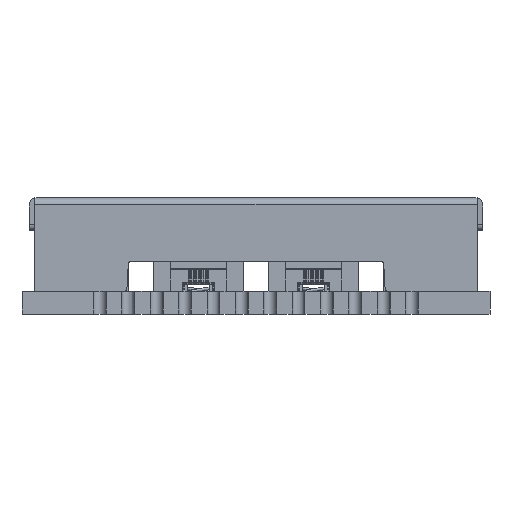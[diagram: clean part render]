
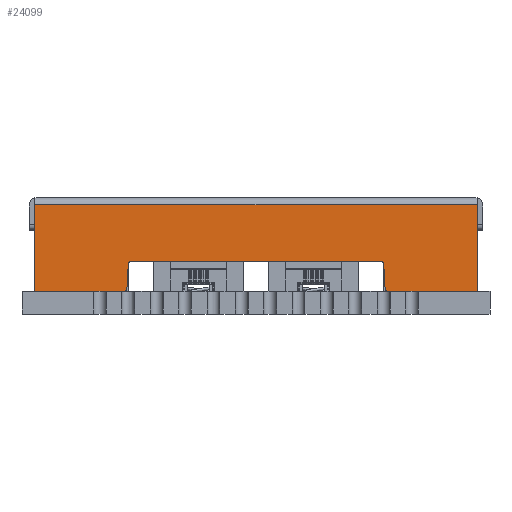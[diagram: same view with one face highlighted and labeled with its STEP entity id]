
A CAD part, left-side view. The second image highlights one B-rep face of the part: STEP entity #24099.
In plain terms, the highlighted face is planar.
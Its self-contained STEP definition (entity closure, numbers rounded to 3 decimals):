
#940=CIRCLE('',#25239,0.1);
#942=CIRCLE('',#25242,0.1);
#944=CIRCLE('',#25245,0.1);
#946=CIRCLE('',#25248,0.1);
#1576=LINE('',#31883,#2415);
#1582=LINE('',#31897,#2421);
#1584=LINE('',#31901,#2423);
#1597=LINE('',#31937,#2436);
#1633=LINE('',#32590,#2472);
#1642=LINE('',#32619,#2481);
#1645=LINE('',#32623,#2484);
#1646=LINE('',#32624,#2485);
#2415=VECTOR('',#27029,1000.);
#2421=VECTOR('',#27037,1000.);
#2423=VECTOR('',#27041,1000.);
#2436=VECTOR('',#27066,1000.);
#2472=VECTOR('',#27184,1000.);
#2481=VECTOR('',#27203,1000.);
#2484=VECTOR('',#27208,1000.);
#2485=VECTOR('',#27209,1000.);
#3541=ORIENTED_EDGE('',*,*,#7400,.T.);
#3542=ORIENTED_EDGE('',*,*,#7502,.F.);
#3543=ORIENTED_EDGE('',*,*,#7545,.F.);
#3544=ORIENTED_EDGE('',*,*,#7416,.F.);
#3545=ORIENTED_EDGE('',*,*,#7542,.T.);
#3546=ORIENTED_EDGE('',*,*,#7531,.T.);
#3547=ORIENTED_EDGE('',*,*,#7546,.F.);
#3548=ORIENTED_EDGE('',*,*,#7498,.F.);
#3549=ORIENTED_EDGE('',*,*,#7392,.T.);
#3550=ORIENTED_EDGE('',*,*,#7496,.T.);
#3551=ORIENTED_EDGE('',*,*,#7398,.T.);
#3552=ORIENTED_EDGE('',*,*,#7504,.T.);
#7392=EDGE_CURVE('',#9425,#9426,#1576,.T.);
#7398=EDGE_CURVE('',#9432,#9431,#1582,.T.);
#7400=EDGE_CURVE('',#9433,#9434,#1584,.T.);
#7416=EDGE_CURVE('',#9449,#9450,#1597,.T.);
#7496=EDGE_CURVE('',#9426,#9432,#940,.T.);
#7498=EDGE_CURVE('',#9425,#9512,#942,.T.);
#7502=EDGE_CURVE('',#9514,#9434,#944,.T.);
#7504=EDGE_CURVE('',#9431,#9433,#946,.T.);
#7531=EDGE_CURVE('',#9542,#9541,#1633,.T.);
#7542=EDGE_CURVE('',#9449,#9542,#1642,.T.);
#7545=EDGE_CURVE('',#9450,#9514,#1645,.T.);
#7546=EDGE_CURVE('',#9512,#9541,#1646,.T.);
#9425=VERTEX_POINT('',#31884);
#9426=VERTEX_POINT('',#31885);
#9431=VERTEX_POINT('',#31896);
#9432=VERTEX_POINT('',#31898);
#9433=VERTEX_POINT('',#31902);
#9434=VERTEX_POINT('',#31903);
#9449=VERTEX_POINT('',#31936);
#9450=VERTEX_POINT('',#31938);
#9512=VERTEX_POINT('',#32520);
#9514=VERTEX_POINT('',#32526);
#9541=VERTEX_POINT('',#32589);
#9542=VERTEX_POINT('',#32591);
#11648=EDGE_LOOP('',(#3541,#3542,#3543,#3544,#3545,#3546,#3547,#3548,#3549,
#3550,#3551,#3552));
#13727=FACE_BOUND('',#11648,.T.);
#15775=PLANE('',#25271);
#24099=ADVANCED_FACE('',(#13727),#15775,.F.);
#25239=AXIS2_PLACEMENT_3D('',#32515,#27113,#27114);
#25242=AXIS2_PLACEMENT_3D('',#32519,#27119,#27120);
#25245=AXIS2_PLACEMENT_3D('',#32527,#27127,#27128);
#25248=AXIS2_PLACEMENT_3D('',#32530,#27133,#27134);
#25271=AXIS2_PLACEMENT_3D('',#32622,#27206,#27207);
#27029=DIRECTION('',(0.052,0.,0.999));
#27037=DIRECTION('',(1.,0.,0.));
#27041=DIRECTION('',(0.052,0.,-0.999));
#27066=DIRECTION('',(0.,0.,-1.));
#27113=DIRECTION('',(0.,1.,0.));
#27114=DIRECTION('',(0.,0.,1.));
#27119=DIRECTION('',(0.,1.,0.));
#27120=DIRECTION('',(0.,0.,1.));
#27127=DIRECTION('',(0.,1.,0.));
#27128=DIRECTION('',(0.,0.,1.));
#27133=DIRECTION('',(0.,1.,0.));
#27134=DIRECTION('',(0.,0.,1.));
#27184=DIRECTION('',(0.,0.,-1.));
#27203=DIRECTION('',(-1.,0.,0.));
#27206=DIRECTION('',(0.,1.,0.));
#27207=DIRECTION('',(0.,0.,1.));
#27208=DIRECTION('',(-1.,0.,0.));
#27209=DIRECTION('',(-1.,0.,0.));
#31883=CARTESIAN_POINT('',(-4.5,-4.5,1.46));
#31884=CARTESIAN_POINT('',(-4.55,-4.5,0.495));
#31885=CARTESIAN_POINT('',(-4.505,-4.5,1.365));
#31896=CARTESIAN_POINT('',(4.405,-4.5,1.46));
#31897=CARTESIAN_POINT('',(-4.5,-4.5,1.46));
#31898=CARTESIAN_POINT('',(-4.405,-4.5,1.46));
#31901=CARTESIAN_POINT('',(4.5,-4.5,1.46));
#31902=CARTESIAN_POINT('',(4.505,-4.5,1.365));
#31903=CARTESIAN_POINT('',(4.55,-4.5,0.495));
#31936=CARTESIAN_POINT('',(7.8,-4.5,3.45));
#31937=CARTESIAN_POINT('',(7.8,-4.5,3.7));
#31938=CARTESIAN_POINT('',(7.8,-4.5,0.4));
#32515=CARTESIAN_POINT('',(-4.405,-4.5,1.36));
#32519=CARTESIAN_POINT('',(-4.65,-4.5,0.5));
#32520=CARTESIAN_POINT('',(-4.65,-4.5,0.4));
#32526=CARTESIAN_POINT('',(4.65,-4.5,0.4));
#32527=CARTESIAN_POINT('',(4.65,-4.5,0.5));
#32530=CARTESIAN_POINT('',(4.405,-4.5,1.36));
#32589=CARTESIAN_POINT('',(-7.8,-4.5,0.4));
#32590=CARTESIAN_POINT('',(-7.8,-4.5,3.7));
#32591=CARTESIAN_POINT('',(-7.8,-4.5,3.45));
#32619=CARTESIAN_POINT('',(7.8,-4.5,3.45));
#32622=CARTESIAN_POINT('',(7.8,-4.5,3.7));
#32623=CARTESIAN_POINT('',(7.8,-4.5,0.4));
#32624=CARTESIAN_POINT('',(7.8,-4.5,0.4));
